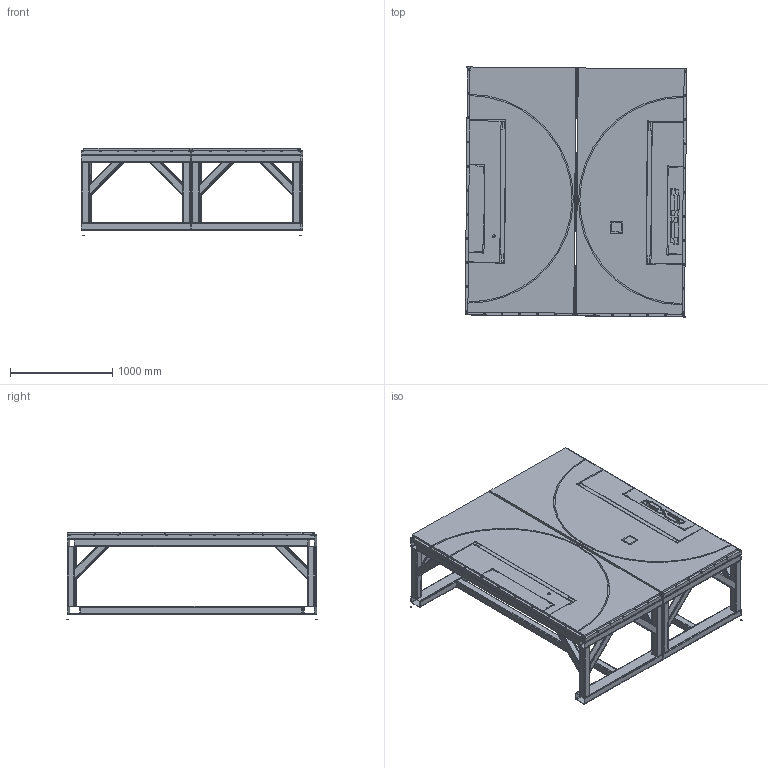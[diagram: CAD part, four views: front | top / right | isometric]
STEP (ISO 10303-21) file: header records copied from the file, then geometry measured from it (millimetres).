
FILE_DESCRIPTION(/* description */ (''),/* implementation_level */ '2;1');
FILE_NAME(/* name */ 'Front wall cutout v15.step',/* time_stamp */ '2024-02-29T09:58:22-08:00',/* author */ (''),/* organization */ (''),/* preprocessor_version */ 'ST-DEVELOPER v20',/* originating_system */ 'Autodesk Translation Framework v12.20.1.177',/* authorisation */ '');
FILE_SCHEMA (('AUTOMOTIVE_DESIGN { 1 0 10303 214 3 1 1 }'));
Products named in the file (53): Front wall cutout; East Table; Sacrificial edge left; Table steel weld (1); 3x3 stock (2) (1) (2) (1); 3x3 stock (2) (1) (5) (1); 3x3 stock (2) (1) (6) (1); 3x3 stock (2) (1) (7) (1); 3x3 stock (2) (1) (8) (2); 3x3 stock (2) (1) (9) (1); 5x3 stock (2) (1); 5x3 stock (2)(Mirror) (1); 3x3 stock (2) (1) (3) (1) (1); 3x3 stock (2) (1) (3) (2) (1); 3x3 stock (2) (1) (3) (5); 3x3 stock (2) (1) (3) (3) (1); 3x3 stock (2) (1) (3) (4) (1); 3x3 stock (2) (1) (3) (3)(Mirror) (1); 3x3 stock (2) (1) (3) (4)(Mirror) (1); 3x3 stock (2) (1) (3)(Mirror) (1); 3x3 stock (2) (1) (3) (2)(Mirror) (1); 92148A210_18-8 Stainless Steel Split Lock Washer (1); Steel top left (2); MDF top left; East Cuts; Front Wall East (1); West Table; Table steel weld; 3x3 stock (2) (1) (2); 3x3 stock (2) (1) (5); 3x3 stock (2) (1) (6); 3x3 stock (2) (1) (7); 3x3 stock (2) (1) (8); 3x3 stock (2) (1) (9); 5x3 stock (2); 5x3 stock (2)(Mirror); 3x3 stock (2) (1) (3) (1); 3x3 stock (2) (1) (3) (2); 3x3 stock (2) (1) (3); 3x3 stock (2) (1) (3) (3) ...
Assembly tree (52 placements, depth 6):
  Front wall cutout
    East Table
      Sacrificial edge left
      Table steel weld (1)
        3x3 stock (2) (1) (2) (1)
        3x3 stock (2) (1) (5) (1)
        3x3 stock (2) (1) (6) (1)
        3x3 stock (2) (1) (7) (1)
        3x3 stock (2) (1) (8) (2)
        3x3 stock (2) (1) (9) (1)
        5x3 stock (2) (1)
        5x3 stock (2)(Mirror) (1)
        3x3 stock (2) (1) (3) (1) (1)
        3x3 stock (2) (1) (3) (2) (1)
        3x3 stock (2) (1) (3) (5)
        3x3 stock (2) (1) (3) (3) (1)
        3x3 stock (2) (1) (3) (4) (1)
        3x3 stock (2) (1) (3) (3)(Mirror) (1)
        3x3 stock (2) (1) (3) (4)(Mirror) (1)
        3x3 stock (2) (1) (3)(Mirror) (1)
        3x3 stock (2) (1) (3) (2)(Mirror) (1)
        92148A210_18-8 Stainless Steel Split Lock Washer (1)
      Steel top left (2)
      MDF top left
      East Cuts
        Front Wall East (1)
    West Table
      Table steel weld
        3x3 stock (2) (1) (2)
        3x3 stock (2) (1) (5)
        3x3 stock (2) (1) (6)
        3x3 stock (2) (1) (7)
        3x3 stock (2) (1) (8)
        3x3 stock (2) (1) (9)
        5x3 stock (2)
        5x3 stock (2)(Mirror)
        3x3 stock (2) (1) (3) (1)
        3x3 stock (2) (1) (3) (2)
        3x3 stock (2) (1) (3)
        3x3 stock (2) (1) (3) (3)
        3x3 stock (2) (1) (3) (4)
        3x3 stock (2) (1) (3) (3)(Mirror)
        3x3 stock (2) (1) (3) (4)(Mirror)
        3x3 stock (2) (1) (3)(Mirror)
        3x3 stock (2) (1) (3) (2)(Mirror)
        92148A210_18-8 Stainless Steel Split Lock Washer
      Steel top right
      Sacrificial edge
      MDF top right
      West Cut
        Front Wall West
          Wall Panel v9
            Flat Panel
Bounding box: 2167.59 x 2462.62 x 856.02 mm (x, y, z)
Volume: 366268079.1 mm3; surface area: 53570782.9 mm2
Topology: 71 solids, 71 shells, 1380 faces, 3534 edges, 2356 vertices
Faces by surface type: plane 734, cylinder 632, bspline 14
Full cylindrical faces by diameter (mm): 3.175 x1, 6.78 x60, 9 x36, 9.525 x24, 18 x36, 25 x24, 28.575 x1
Entity records: 51066 total; most frequent: CARTESIAN_POINT 14159, DIRECTION 7700, ORIENTED_EDGE 7068, EDGE_CURVE 3534, AXIS2_PLACEMENT_3D 2731, VERTEX_POINT 2356, LINE 2238, VECTOR 2238
